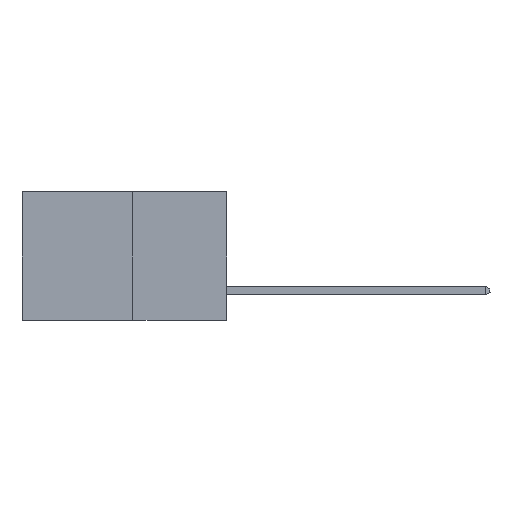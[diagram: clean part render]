
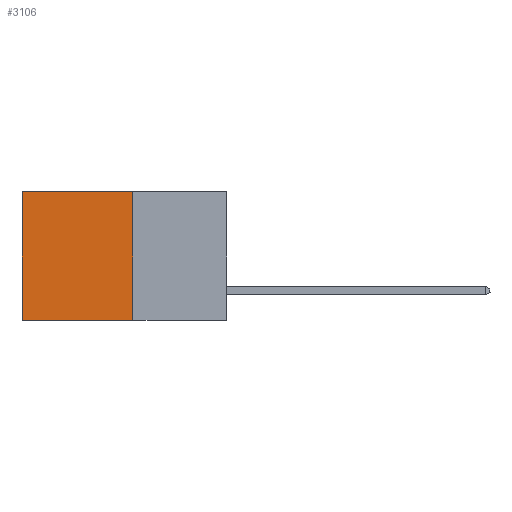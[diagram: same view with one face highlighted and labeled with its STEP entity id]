
A CAD part, left-side view. The second image highlights one B-rep face of the part: STEP entity #3106.
In plain terms, the highlighted planar face has unit normal (-1, 0, 0).
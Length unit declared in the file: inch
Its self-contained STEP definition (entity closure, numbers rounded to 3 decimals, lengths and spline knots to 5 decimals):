
#755 = DIRECTION ( 'NONE',  ( 0., 1., 0. ) ) ;
#1474 = PLANE ( 'NONE',  #13406 ) ;
#2848 = LINE ( 'NONE', #11997, #20996 ) ;
#2886 = CARTESIAN_POINT ( 'NONE',  ( 0.277, 0.27, -0.37 ) ) ;
#3106 = ADVANCED_FACE ( 'NONE', ( #16314 ), #1474, .F. ) ;
#3326 = EDGE_CURVE ( 'NONE', #3686, #15694, #20639, .T. ) ;
#3686 = VERTEX_POINT ( 'NONE', #21185 ) ;
#5002 = VECTOR ( 'NONE', #21327, 39.37008 ) ;
#6146 = DIRECTION ( 'NONE',  ( 0., 0., -1. ) ) ;
#6215 = DIRECTION ( 'NONE',  ( 1., 0., 0. ) ) ;
#7746 = CARTESIAN_POINT ( 'NONE',  ( 0.277, 0.27, -0.37 ) ) ;
#8111 = EDGE_LOOP ( 'NONE', ( #18698, #15164, #20053, #15993 ) ) ;
#8352 = EDGE_CURVE ( 'NONE', #11305, #3686, #14939, .T. ) ;
#11281 = VECTOR ( 'NONE', #19895, 39.37008 ) ;
#11305 = VERTEX_POINT ( 'NONE', #17111 ) ;
#11522 = LINE ( 'NONE', #21860, #20314 ) ;
#11997 = CARTESIAN_POINT ( 'NONE',  ( 0.277, 0.27, -0.37 ) ) ;
#12767 = EDGE_CURVE ( 'NONE', #11305, #21003, #2848, .T. ) ;
#13406 = AXIS2_PLACEMENT_3D ( 'NONE', #2886, #6215, #6146 ) ;
#13615 = CARTESIAN_POINT ( 'NONE',  ( 0.277, 0.59, -0.37 ) ) ;
#13793 = DIRECTION ( 'NONE',  ( 0., 0., -1. ) ) ;
#14939 = LINE ( 'NONE', #19581, #5002 ) ;
#15164 = ORIENTED_EDGE ( 'NONE', *, *, #19136, .F. ) ;
#15694 = VERTEX_POINT ( 'NONE', #13615 ) ;
#15993 = ORIENTED_EDGE ( 'NONE', *, *, #8352, .T. ) ;
#16314 = FACE_OUTER_BOUND ( 'NONE', #8111, .T. ) ;
#16414 = CARTESIAN_POINT ( 'NONE',  ( 0.277, 0.59, -0.37 ) ) ;
#17111 = CARTESIAN_POINT ( 'NONE',  ( 0.277, 0.27, 0. ) ) ;
#18698 = ORIENTED_EDGE ( 'NONE', *, *, #3326, .T. ) ;
#19136 = EDGE_CURVE ( 'NONE', #21003, #15694, #11522, .T. ) ;
#19581 = CARTESIAN_POINT ( 'NONE',  ( 0.277, 0.27, 0. ) ) ;
#19895 = DIRECTION ( 'NONE',  ( 0., 0., -1. ) ) ;
#20053 = ORIENTED_EDGE ( 'NONE', *, *, #12767, .F. ) ;
#20314 = VECTOR ( 'NONE', #755, 39.37008 ) ;
#20639 = LINE ( 'NONE', #16414, #11281 ) ;
#20996 = VECTOR ( 'NONE', #13793, 39.37008 ) ;
#21003 = VERTEX_POINT ( 'NONE', #7746 ) ;
#21185 = CARTESIAN_POINT ( 'NONE',  ( 0.277, 0.59, 0. ) ) ;
#21327 = DIRECTION ( 'NONE',  ( 0., 1., 0. ) ) ;
#21860 = CARTESIAN_POINT ( 'NONE',  ( 0.277, 0.27, -0.37 ) ) ;
